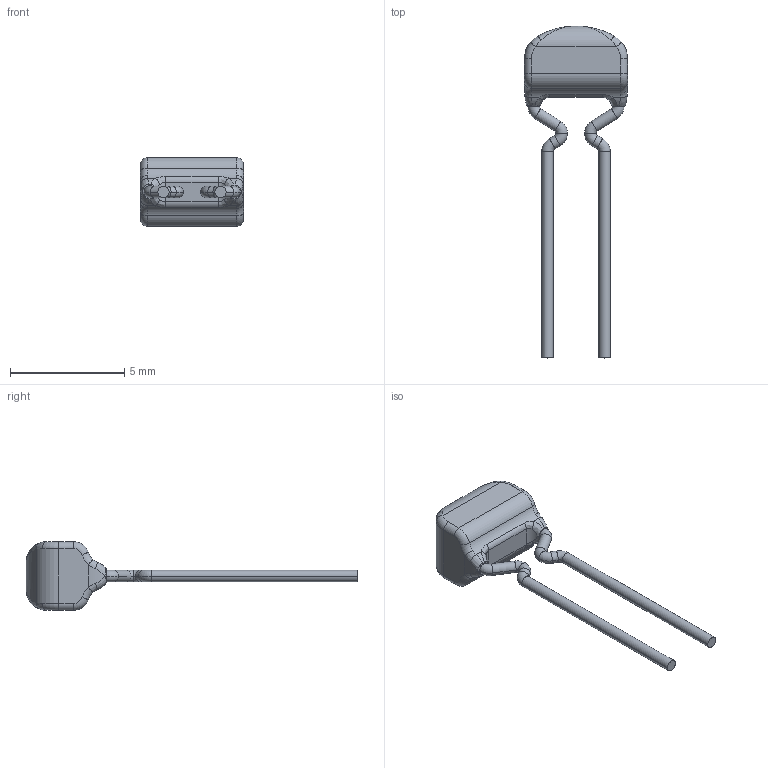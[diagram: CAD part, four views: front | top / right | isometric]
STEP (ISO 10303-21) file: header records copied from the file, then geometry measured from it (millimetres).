
FILE_DESCRIPTION (( 'STEP AP214' ), '1' );
FILE_NAME ('FA14X7S2A474KRU00.STEP', '2023-04-20T11:49:51', ( '' ), ( '' ), 'SwSTEP 2.0', 'SolidWorks 2021', '' );
FILE_SCHEMA (( 'AUTOMOTIVE_DESIGN' ));
Length unit declared in the file: millimetre
Products named in the file (1): FA14X7S2A474KRU00
Bounding box: 4.5 x 14.5 x 3 mm (x, y, z)
Volume: 38.9 mm3; surface area: 96 mm2
Topology: 3 solids, 3 shells, 101 faces, 229 edges, 130 vertices
Faces by surface type: cylinder 36, torus 28, bspline 26, plane 11
Entity records: 3231 total; most frequent: CARTESIAN_POINT 1107, ORIENTED_EDGE 450, DIRECTION 419, EDGE_CURVE 225, AXIS2_PLACEMENT_3D 186, VERTEX_POINT 130, CIRCLE 110, ADVANCED_FACE 101
